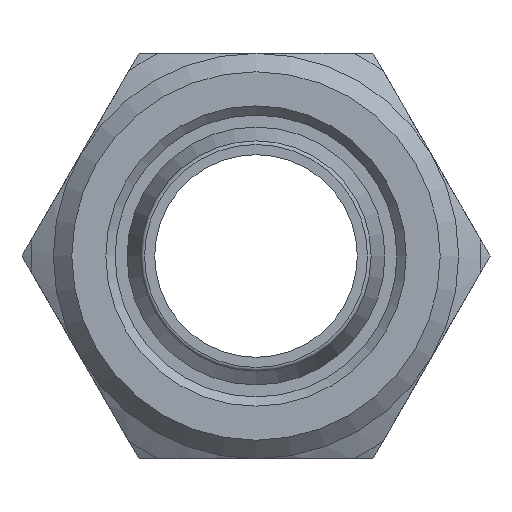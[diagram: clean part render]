
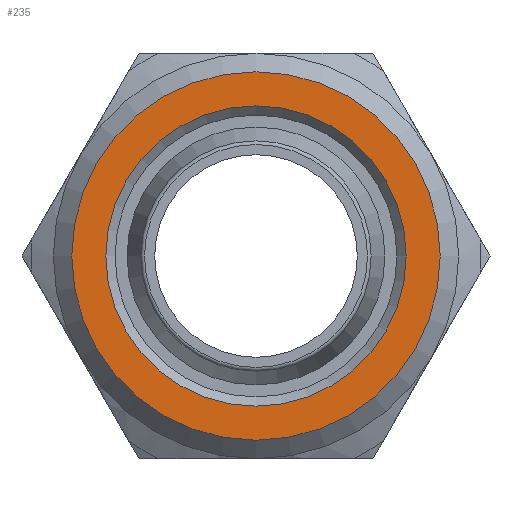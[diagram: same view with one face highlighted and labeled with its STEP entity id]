
A CAD part, front view. The second image highlights one B-rep face of the part: STEP entity #235.
In plain terms, the highlighted planar face has unit normal (0, -1, 0).
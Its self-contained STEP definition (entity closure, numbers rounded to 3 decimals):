
#235 = ADVANCED_FACE( 'NONE', ( #501, #502 ), #503, .T. );
#501 = FACE_OUTER_BOUND( '', #774, .T. );
#502 = FACE_BOUND( '', #775, .T. );
#503 = PLANE( '', #776 );
#774 = EDGE_LOOP( '', ( #1341 ) );
#775 = EDGE_LOOP( '', ( #1342 ) );
#776 = AXIS2_PLACEMENT_3D( '', #1343, #1344, #1345 );
#1341 = ORIENTED_EDGE( '', *, *, #1567, .F. );
#1342 = ORIENTED_EDGE( '', *, *, #1646, .T. );
#1343 = CARTESIAN_POINT( '', ( 10., 3.5, 0. ) );
#1344 = DIRECTION( '', ( 0., -1., 0. ) );
#1345 = DIRECTION( '', ( 0., 0., -1. ) );
#1567 = EDGE_CURVE( 'NONE', #1886, #1886, #1887, .T. );
#1646 = EDGE_CURVE( 'NONE', #1987, #1987, #1988, .T. );
#1886 = VERTEX_POINT( '', #2482 );
#1887 = CIRCLE( '', #2483, 10. );
#1987 = VERTEX_POINT( '', #2640 );
#1988 = CIRCLE( '', #2641, 8.15 );
#2482 = CARTESIAN_POINT( '', ( 0., 3.5, 10. ) );
#2483 = AXIS2_PLACEMENT_3D( '', #2815, #2816, #2817 );
#2640 = CARTESIAN_POINT( '', ( 0., 3.5, 8.15 ) );
#2641 = AXIS2_PLACEMENT_3D( '', #2890, #2891, #2892 );
#2815 = CARTESIAN_POINT( '', ( 0., 3.5, 0. ) );
#2816 = DIRECTION( '', ( 0., 1., 0. ) );
#2817 = DIRECTION( '', ( 0., 0., 1. ) );
#2890 = CARTESIAN_POINT( '', ( 0., 3.5, 0. ) );
#2891 = DIRECTION( '', ( 0., 1., 0. ) );
#2892 = DIRECTION( '', ( 0., 0., 1. ) );
